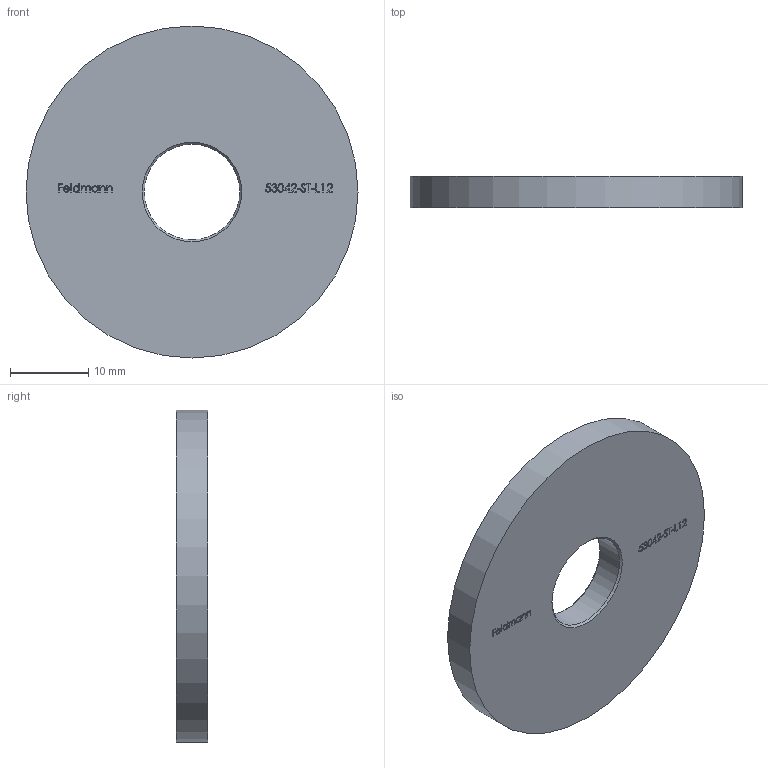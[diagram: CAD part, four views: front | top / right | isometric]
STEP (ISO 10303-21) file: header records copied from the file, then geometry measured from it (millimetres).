
FILE_DESCRIPTION (( 'STEP AP203' ), '1' );
FILE_NAME ('53042-ST-L12.step', '2020-04-22T09:29:49', ( '' ), ( '' ), 'SwSTEP 2.0', 'SolidWorks 2015', '' );
FILE_SCHEMA (( 'CONFIG_CONTROL_DESIGN' ));
Length unit declared in the file: millimetre
Products named in the file (2): 53042-ST-L12
Bounding box: 42.4 x 4 x 42.4 mm (x, y, z)
Volume: 5177.4 mm3; surface area: 3273.5 mm2
Topology: 1 solids, 1 shells, 255 faces, 682 edges, 454 vertices
Faces by surface type: plane 145, bspline 106, cylinder 2, cone 2
Full cylindrical faces by diameter (mm): 12.2 x1, 42.4 x1
Entity records: 13481 total; most frequent: CARTESIAN_POINT 7687, ORIENTED_EDGE 1356, DIRECTION 774, EDGE_CURVE 678, VECTOR 460, LINE 460, VERTEX_POINT 454, EDGE_LOOP 286
